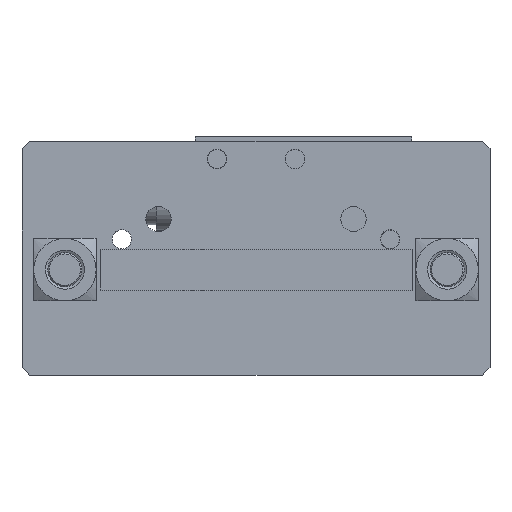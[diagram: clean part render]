
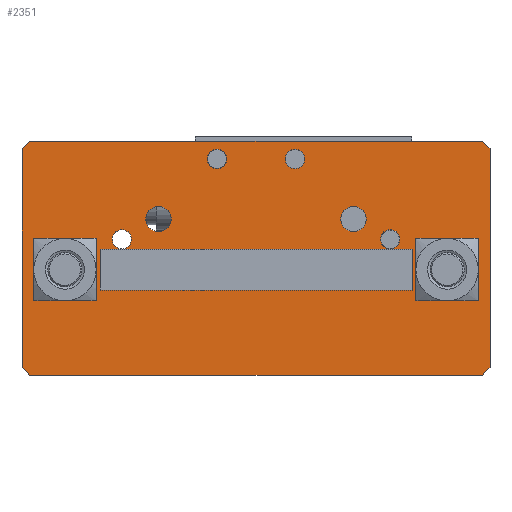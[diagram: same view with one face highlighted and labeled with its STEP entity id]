
A CAD part, top view. The second image highlights one B-rep face of the part: STEP entity #2351.
In plain terms, the highlighted planar face has unit normal (0, 0, 1).
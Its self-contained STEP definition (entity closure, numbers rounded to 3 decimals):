
#157=LINE('',#3665,#295);
#164=LINE('',#3679,#302);
#165=LINE('',#3728,#303);
#173=LINE('',#3743,#311);
#174=LINE('',#3745,#312);
#176=LINE('',#3749,#314);
#181=LINE('',#3758,#319);
#182=LINE('',#3761,#320);
#189=LINE('',#3775,#327);
#191=LINE('',#3778,#329);
#192=LINE('',#3781,#330);
#193=LINE('',#3782,#331);
#295=VECTOR('',#2934,28.);
#302=VECTOR('',#2943,40.);
#303=VECTOR('',#3002,1.414);
#311=VECTOR('',#3012,58.);
#312=VECTOR('',#3015,1.414);
#314=VECTOR('',#3019,1.414);
#319=VECTOR('',#3026,58.);
#320=VECTOR('',#3029,1.414);
#327=VECTOR('',#3040,40.);
#329=VECTOR('',#3044,28.);
#330=VECTOR('',#3047,5.2);
#331=VECTOR('',#3048,5.2);
#428=PLANE('',#2562);
#510=FACE_BOUND('',#830,.T.);
#511=FACE_BOUND('',#831,.T.);
#512=FACE_BOUND('',#832,.T.);
#513=FACE_BOUND('',#833,.T.);
#514=FACE_BOUND('',#834,.T.);
#515=FACE_BOUND('',#835,.T.);
#516=FACE_BOUND('',#836,.T.);
#517=FACE_BOUND('',#837,.T.);
#518=FACE_BOUND('',#838,.T.);
#638=FACE_OUTER_BOUND('',#829,.T.);
#829=EDGE_LOOP('',(#1833,#1834,#1835,#1836,#1837,#1838,#1839,#1840));
#830=EDGE_LOOP('',(#1841));
#831=EDGE_LOOP('',(#1842,#1843,#1844,#1845));
#832=EDGE_LOOP('',(#1846));
#833=EDGE_LOOP('',(#1847));
#834=EDGE_LOOP('',(#1848));
#835=EDGE_LOOP('',(#1849));
#836=EDGE_LOOP('',(#1850));
#837=EDGE_LOOP('',(#1851));
#838=EDGE_LOOP('',(#1852));
#978=CIRCLE('',#2532,2.75);
#981=CIRCLE('',#2538,1.621);
#983=CIRCLE('',#2541,1.621);
#986=CIRCLE('',#2545,1.23);
#987=CIRCLE('',#2547,1.23);
#989=CIRCLE('',#2550,1.23);
#990=CIRCLE('',#2552,1.23);
#992=CIRCLE('',#2563,2.75);
#1129=VERTEX_POINT('',#3663);
#1130=VERTEX_POINT('',#3664);
#1133=VERTEX_POINT('',#3672);
#1136=VERTEX_POINT('',#3677);
#1140=VERTEX_POINT('',#3689);
#1143=VERTEX_POINT('',#3698);
#1145=VERTEX_POINT('',#3703);
#1148=VERTEX_POINT('',#3710);
#1149=VERTEX_POINT('',#3713);
#1151=VERTEX_POINT('',#3718);
#1152=VERTEX_POINT('',#3721);
#1154=VERTEX_POINT('',#3726);
#1155=VERTEX_POINT('',#3727);
#1159=VERTEX_POINT('',#3736);
#1162=VERTEX_POINT('',#3748);
#1165=VERTEX_POINT('',#3755);
#1166=VERTEX_POINT('',#3760);
#1170=VERTEX_POINT('',#3772);
#1171=VERTEX_POINT('',#3774);
#1172=VERTEX_POINT('',#3779);
#1369=EDGE_CURVE('',#1129,#1130,#157,.T.);
#1376=EDGE_CURVE('',#1133,#1136,#164,.T.);
#1380=EDGE_CURVE('',#1140,#1140,#978,.T.);
#1383=EDGE_CURVE('',#1143,#1143,#981,.T.);
#1385=EDGE_CURVE('',#1145,#1145,#983,.T.);
#1388=EDGE_CURVE('',#1148,#1148,#986,.T.);
#1389=EDGE_CURVE('',#1149,#1149,#987,.T.);
#1391=EDGE_CURVE('',#1151,#1151,#989,.T.);
#1392=EDGE_CURVE('',#1152,#1152,#990,.T.);
#1394=EDGE_CURVE('',#1154,#1155,#165,.T.);
#1402=EDGE_CURVE('',#1155,#1159,#173,.T.);
#1403=EDGE_CURVE('',#1159,#1129,#174,.T.);
#1405=EDGE_CURVE('',#1130,#1162,#176,.T.);
#1410=EDGE_CURVE('',#1162,#1165,#181,.T.);
#1411=EDGE_CURVE('',#1165,#1166,#182,.T.);
#1418=EDGE_CURVE('',#1171,#1170,#189,.T.);
#1420=EDGE_CURVE('',#1166,#1154,#191,.T.);
#1421=EDGE_CURVE('',#1172,#1172,#992,.T.);
#1422=EDGE_CURVE('',#1171,#1136,#192,.T.);
#1423=EDGE_CURVE('',#1133,#1170,#193,.T.);
#1833=ORIENTED_EDGE('',*,*,#1369,.F.);
#1834=ORIENTED_EDGE('',*,*,#1403,.F.);
#1835=ORIENTED_EDGE('',*,*,#1402,.F.);
#1836=ORIENTED_EDGE('',*,*,#1394,.F.);
#1837=ORIENTED_EDGE('',*,*,#1420,.F.);
#1838=ORIENTED_EDGE('',*,*,#1411,.F.);
#1839=ORIENTED_EDGE('',*,*,#1410,.F.);
#1840=ORIENTED_EDGE('',*,*,#1405,.F.);
#1841=ORIENTED_EDGE('',*,*,#1421,.F.);
#1842=ORIENTED_EDGE('',*,*,#1376,.T.);
#1843=ORIENTED_EDGE('',*,*,#1422,.F.);
#1844=ORIENTED_EDGE('',*,*,#1418,.T.);
#1845=ORIENTED_EDGE('',*,*,#1423,.F.);
#1846=ORIENTED_EDGE('',*,*,#1383,.T.);
#1847=ORIENTED_EDGE('',*,*,#1385,.T.);
#1848=ORIENTED_EDGE('',*,*,#1388,.T.);
#1849=ORIENTED_EDGE('',*,*,#1389,.T.);
#1850=ORIENTED_EDGE('',*,*,#1391,.T.);
#1851=ORIENTED_EDGE('',*,*,#1392,.T.);
#1852=ORIENTED_EDGE('',*,*,#1380,.F.);
#2351=ADVANCED_FACE('',(#638,#510,#511,#512,#513,#514,#515,#516,#517,#518),
#428,.T.);
#2532=AXIS2_PLACEMENT_3D('',#3690,#2956,#2957);
#2538=AXIS2_PLACEMENT_3D('',#3699,#2968,#2969);
#2541=AXIS2_PLACEMENT_3D('',#3704,#2974,#2975);
#2545=AXIS2_PLACEMENT_3D('',#3711,#2982,#2983);
#2547=AXIS2_PLACEMENT_3D('',#3714,#2986,#2987);
#2550=AXIS2_PLACEMENT_3D('',#3719,#2992,#2993);
#2552=AXIS2_PLACEMENT_3D('',#3722,#2996,#2997);
#2562=AXIS2_PLACEMENT_3D('',#3777,#3042,#3043);
#2563=AXIS2_PLACEMENT_3D('',#3780,#3045,#3046);
#2934=DIRECTION('',(0.,-1.,0.));
#2943=DIRECTION('',(-1.,0.,0.));
#2956=DIRECTION('center_axis',(0.,0.,1.));
#2957=DIRECTION('ref_axis',(-1.,0.,0.));
#2968=DIRECTION('center_axis',(0.,0.,-1.));
#2969=DIRECTION('ref_axis',(-1.,0.,0.));
#2974=DIRECTION('center_axis',(0.,0.,-1.));
#2975=DIRECTION('ref_axis',(-1.,0.,0.));
#2982=DIRECTION('center_axis',(0.,0.,-1.));
#2983=DIRECTION('ref_axis',(-1.,0.,0.));
#2986=DIRECTION('center_axis',(0.,0.,-1.));
#2987=DIRECTION('ref_axis',(-1.,0.,0.));
#2992=DIRECTION('center_axis',(0.,0.,-1.));
#2993=DIRECTION('ref_axis',(-1.,0.,0.));
#2996=DIRECTION('center_axis',(0.,0.,-1.));
#2997=DIRECTION('ref_axis',(-1.,0.,0.));
#3002=DIRECTION('',(0.707,0.707,0.));
#3012=DIRECTION('',(1.,0.,0.));
#3015=DIRECTION('',(0.707,-0.707,0.));
#3019=DIRECTION('',(-0.707,-0.707,0.));
#3026=DIRECTION('',(-1.,0.,0.));
#3029=DIRECTION('',(-0.707,0.707,0.));
#3040=DIRECTION('',(1.,0.,0.));
#3042=DIRECTION('center_axis',(0.,0.,1.));
#3043=DIRECTION('ref_axis',(1.,0.,0.));
#3044=DIRECTION('',(0.,1.,0.));
#3045=DIRECTION('center_axis',(0.,0.,1.));
#3046=DIRECTION('ref_axis',(-1.,0.,0.));
#3047=DIRECTION('',(0.,-1.,0.));
#3048=DIRECTION('',(0.,1.,0.));
#3663=CARTESIAN_POINT('',(667.8,83.9,7.));
#3664=CARTESIAN_POINT('',(667.8,55.9,7.));
#3665=CARTESIAN_POINT('',(667.8,84.9,7.));
#3672=CARTESIAN_POINT('',(657.8,65.8,7.));
#3677=CARTESIAN_POINT('',(617.8,65.8,7.));
#3679=CARTESIAN_POINT('',(652.8,65.8,7.));
#3689=CARTESIAN_POINT('',(612.404,71.,7.));
#3690=CARTESIAN_POINT('Origin',(613.3,68.4,7.));
#3698=CARTESIAN_POINT('',(651.921,74.9,7.));
#3699=CARTESIAN_POINT('Origin',(650.3,74.9,7.));
#3703=CARTESIAN_POINT('',(626.921,74.9,7.));
#3704=CARTESIAN_POINT('Origin',(625.3,74.9,7.));
#3710=CARTESIAN_POINT('',(656.229,72.3,7.));
#3711=CARTESIAN_POINT('Origin',(655.,72.3,7.));
#3713=CARTESIAN_POINT('',(644.029,82.6,7.));
#3714=CARTESIAN_POINT('Origin',(642.8,82.6,7.));
#3718=CARTESIAN_POINT('',(634.029,82.6,7.));
#3719=CARTESIAN_POINT('Origin',(632.8,82.6,7.));
#3721=CARTESIAN_POINT('',(621.829,72.3,7.));
#3722=CARTESIAN_POINT('Origin',(620.6,72.3,7.));
#3726=CARTESIAN_POINT('',(607.8,83.9,7.));
#3727=CARTESIAN_POINT('',(608.8,84.9,7.));
#3728=CARTESIAN_POINT('',(612.05,88.15,7.));
#3736=CARTESIAN_POINT('',(666.8,84.9,7.));
#3743=CARTESIAN_POINT('',(607.8,84.9,7.));
#3745=CARTESIAN_POINT('',(663.55,88.15,7.));
#3748=CARTESIAN_POINT('',(666.8,54.9,7.));
#3749=CARTESIAN_POINT('',(663.55,51.65,7.));
#3755=CARTESIAN_POINT('',(608.8,54.9,7.));
#3758=CARTESIAN_POINT('',(667.8,54.9,7.));
#3760=CARTESIAN_POINT('',(607.8,55.9,7.));
#3761=CARTESIAN_POINT('',(612.05,51.65,7.));
#3772=CARTESIAN_POINT('',(657.8,71.,7.));
#3774=CARTESIAN_POINT('',(617.8,71.,7.));
#3775=CARTESIAN_POINT('',(652.8,71.,7.));
#3777=CARTESIAN_POINT('Origin',(637.8,69.9,7.));
#3778=CARTESIAN_POINT('',(607.8,54.9,7.));
#3779=CARTESIAN_POINT('',(663.196,65.8,7.));
#3780=CARTESIAN_POINT('Origin',(662.3,68.4,7.));
#3781=CARTESIAN_POINT('',(617.8,65.136,7.));
#3782=CARTESIAN_POINT('',(657.8,73.555,7.));
